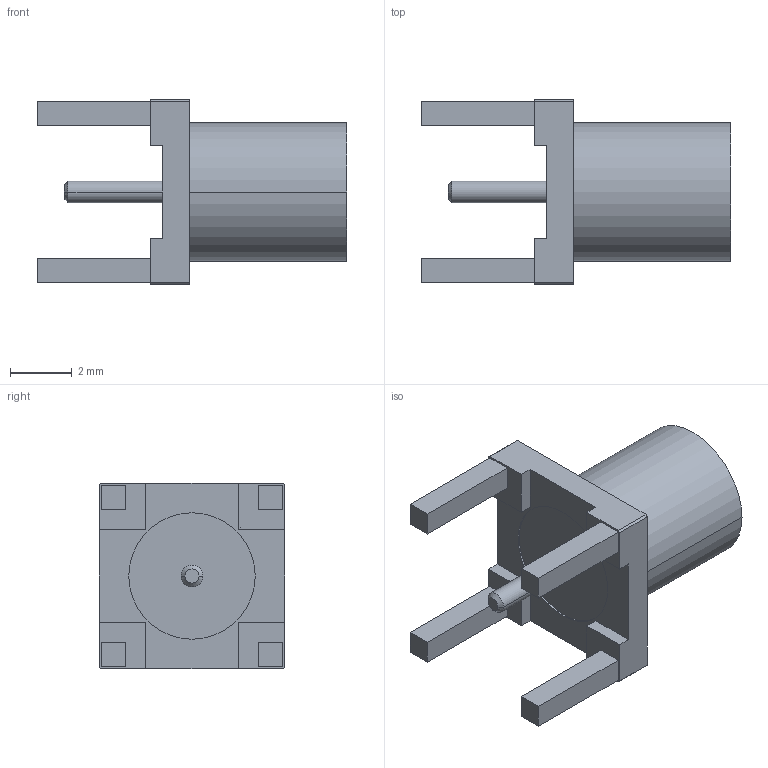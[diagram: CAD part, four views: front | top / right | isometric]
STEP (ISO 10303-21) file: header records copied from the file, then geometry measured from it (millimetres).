
FILE_DESCRIPTION((''),'2;1');
FILE_NAME('919-124J-71P__','2020-01-20T',('Krishnaprasath'),(''),'CREO PARAMETRIC BY PTC INC, 2018360','CREO PARAMETRIC BY PTC INC, 2018360','');
FILE_SCHEMA(('CONFIG_CONTROL_DESIGN'));
Length unit declared in the file: millimetre
Products named in the file (1): 919-124J-71P__
Bounding box: 10.01 x 5.99 x 5.99 mm (x, y, z)
Volume: 85.5 mm3; surface area: 283 mm2
Topology: 1 solids, 1 shells, 78 faces, 194 edges, 125 vertices
Faces by surface type: plane 50, cylinder 18, cone 10
Entity records: 2340 total; most frequent: CARTESIAN_POINT 411, DIRECTION 394, ORIENTED_EDGE 384, EDGE_CURVE 192, VECTOR 138, LINE 138, AXIS2_PLACEMENT_3D 128, VERTEX_POINT 125
